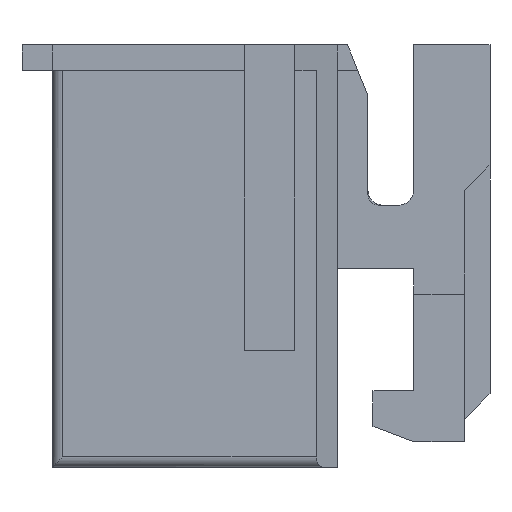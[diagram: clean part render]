
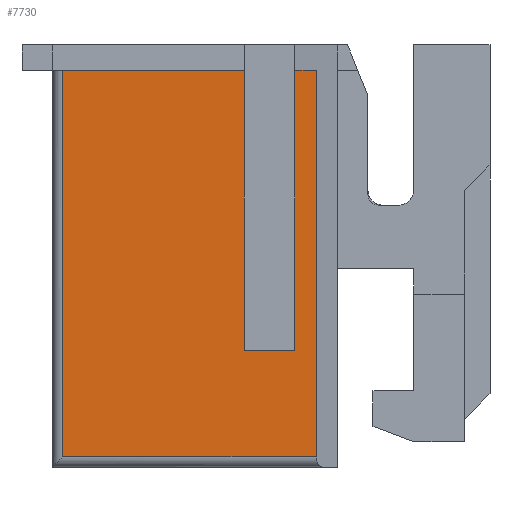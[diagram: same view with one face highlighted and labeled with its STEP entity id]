
A CAD part, left-side view. The second image highlights one B-rep face of the part: STEP entity #7730.
In plain terms, the highlighted planar face has unit normal (-1, 0, 0).
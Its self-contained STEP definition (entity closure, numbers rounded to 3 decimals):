
#929=CARTESIAN_POINT('',(-7.35,-2.383,0.2));
#953=DIRECTION('',(0.,1.,0.));
#954=VECTOR('',#953,4.983);
#955=CARTESIAN_POINT('',(-7.35,-2.383,0.2));
#956=LINE('',#955,#954);
#957=DIRECTION('',(0.,0.,-1.));
#958=VECTOR('',#957,7.6);
#959=CARTESIAN_POINT('',(-7.35,2.6,7.8));
#960=LINE('',#959,#958);
#961=DIRECTION('',(0.,-1.,0.));
#962=VECTOR('',#961,3.565);
#963=CARTESIAN_POINT('',(-7.35,2.6,7.8));
#964=LINE('',#963,#962);
#965=DIRECTION('',(0.,0.,-1.));
#966=VECTOR('',#965,5.3);
#967=CARTESIAN_POINT('',(-7.35,-0.965,7.8));
#968=LINE('',#967,#966);
#969=DIRECTION('',(0.,1.,0.));
#970=VECTOR('',#969,1.);
#971=CARTESIAN_POINT('',(-7.35,-1.965,2.5));
#972=LINE('',#971,#970);
#973=DIRECTION('',(0.,0.,-1.));
#974=VECTOR('',#973,5.3);
#975=CARTESIAN_POINT('',(-7.35,-1.965,7.8));
#976=LINE('',#975,#974);
#977=DIRECTION('',(0.,-1.,0.));
#978=VECTOR('',#977,0.418);
#979=CARTESIAN_POINT('',(-7.35,-1.965,7.8));
#980=LINE('',#979,#978);
#981=DIRECTION('',(0.,0.,1.));
#982=VECTOR('',#981,7.6);
#983=CARTESIAN_POINT('',(-7.35,-2.383,0.2));
#984=LINE('',#983,#982);
#5163=CARTESIAN_POINT('',(-7.35,-1.965,2.5));
#5164=CARTESIAN_POINT('',(-7.35,-0.965,2.5));
#5165=VERTEX_POINT('',#5163);
#5166=VERTEX_POINT('',#5164);
#5167=CARTESIAN_POINT('',(-7.35,-0.965,7.8));
#5168=VERTEX_POINT('',#5167);
#5169=CARTESIAN_POINT('',(-7.35,-1.965,7.8));
#5170=VERTEX_POINT('',#5169);
#5566=CARTESIAN_POINT('',(-7.35,-2.383,7.8));
#5568=VERTEX_POINT('',#5566);
#5579=VERTEX_POINT('',#929);
#5583=CARTESIAN_POINT('',(-7.35,2.6,0.2));
#5584=VERTEX_POINT('',#5583);
#5585=CARTESIAN_POINT('',(-7.35,2.6,7.8));
#5586=VERTEX_POINT('',#5585);
#7710=CARTESIAN_POINT('',(-7.35,2.8,0.));
#7711=DIRECTION('',(-1.,0.,0.));
#7712=DIRECTION('',(0.,-1.,0.));
#7713=AXIS2_PLACEMENT_3D('',#7710,#7711,#7712);
#7714=PLANE('',#7713);
#7715=ORIENTED_EDGE('',*,*,#7690,.T.);
#7716=ORIENTED_EDGE('',*,*,#7700,.F.);
#7718=ORIENTED_EDGE('',*,*,#7717,.T.);
#7720=ORIENTED_EDGE('',*,*,#7719,.T.);
#7722=ORIENTED_EDGE('',*,*,#7721,.F.);
#7724=ORIENTED_EDGE('',*,*,#7723,.F.);
#7726=ORIENTED_EDGE('',*,*,#7725,.T.);
#7727=ORIENTED_EDGE('',*,*,#7666,.F.);
#7728=EDGE_LOOP('',(#7715,#7716,#7718,#7720,#7722,#7724,#7726,#7727));
#7729=FACE_OUTER_BOUND('',#7728,.F.);
#7666=EDGE_CURVE('',#5579,#5568,#984,.T.);
#7690=EDGE_CURVE('',#5579,#5584,#956,.T.);
#7700=EDGE_CURVE('',#5586,#5584,#960,.T.);
#7717=EDGE_CURVE('',#5586,#5168,#964,.T.);
#7719=EDGE_CURVE('',#5168,#5166,#968,.T.);
#7721=EDGE_CURVE('',#5165,#5166,#972,.T.);
#7723=EDGE_CURVE('',#5170,#5165,#976,.T.);
#7725=EDGE_CURVE('',#5170,#5568,#980,.T.);
#7730=ADVANCED_FACE('',(#7729),#7714,.T.);
